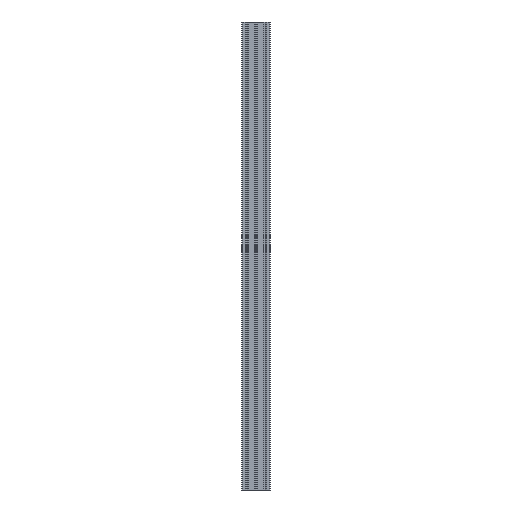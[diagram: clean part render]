
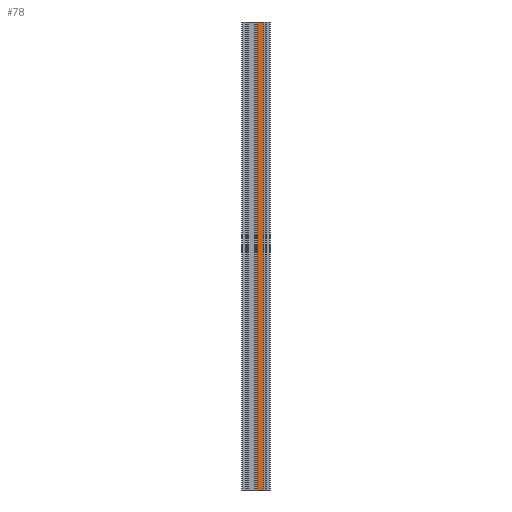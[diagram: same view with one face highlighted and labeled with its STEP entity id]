
A CAD part, left-side view. The second image highlights one B-rep face of the part: STEP entity #78.
In plain terms, the highlighted planar face has unit normal (-1, 0, 0).
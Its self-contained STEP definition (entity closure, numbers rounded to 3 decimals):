
#78 = ADVANCED_FACE( '', ( #247 ), #248, .T. );
#247 = FACE_OUTER_BOUND( '', #590, .T. );
#248 = PLANE( '', #591 );
#590 = EDGE_LOOP( '', ( #948, #949, #950, #951 ) );
#591 = AXIS2_PLACEMENT_3D( '', #952, #953, #954 );
#948 = ORIENTED_EDGE( '', *, *, #2404, .F. );
#949 = ORIENTED_EDGE( '', *, *, #2405, .F. );
#950 = ORIENTED_EDGE( '', *, *, #2406, .T. );
#951 = ORIENTED_EDGE( '', *, *, #2407, .T. );
#952 = CARTESIAN_POINT( '', ( -10., -3., -1000. ) );
#953 = DIRECTION( '', ( -1., 0., 0. ) );
#954 = DIRECTION( '', ( 0., 0., 1. ) );
#2404 = EDGE_CURVE( '', #2898, #2899, #2900, .T. );
#2405 = EDGE_CURVE( '', #2901, #2898, #2902, .T. );
#2406 = EDGE_CURVE( '', #2901, #2903, #2904, .T. );
#2407 = EDGE_CURVE( '', #2903, #2899, #2905, .T. );
#2898 = VERTEX_POINT( '', #3720 );
#2899 = VERTEX_POINT( '', #3721 );
#2900 = LINE( '', #3722, #3723 );
#2901 = VERTEX_POINT( '', #3724 );
#2902 = LINE( '', #3725, #3726 );
#2903 = VERTEX_POINT( '', #3727 );
#2904 = LINE( '', #3728, #3729 );
#2905 = LINE( '', #3730, #3731 );
#3720 = CARTESIAN_POINT( '', ( -10., -3., 0. ) );
#3721 = CARTESIAN_POINT( '', ( -10., -17., 0. ) );
#3722 = CARTESIAN_POINT( '', ( -10., -3., 0. ) );
#3723 = VECTOR( '', #4970, 1000. );
#3724 = CARTESIAN_POINT( '', ( -10., -3., -1000. ) );
#3725 = CARTESIAN_POINT( '', ( -10., -3., -1000. ) );
#3726 = VECTOR( '', #4971, 1000. );
#3727 = CARTESIAN_POINT( '', ( -10., -17., -1000. ) );
#3728 = CARTESIAN_POINT( '', ( -10., -3., -1000. ) );
#3729 = VECTOR( '', #4972, 1000. );
#3730 = CARTESIAN_POINT( '', ( -10., -17., -1000. ) );
#3731 = VECTOR( '', #4973, 1000. );
#4970 = DIRECTION( '', ( 0., -1., 0. ) );
#4971 = DIRECTION( '', ( 0., 0., 1. ) );
#4972 = DIRECTION( '', ( 0., -1., 0. ) );
#4973 = DIRECTION( '', ( 0., 0., 1. ) );
